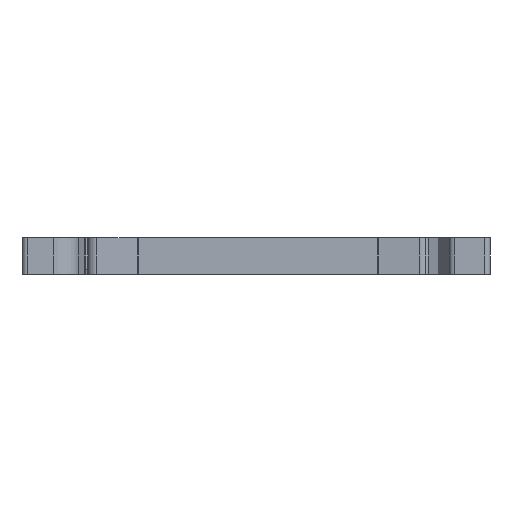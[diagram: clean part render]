
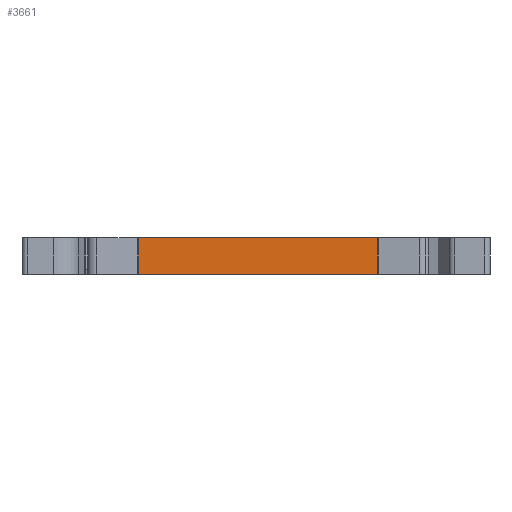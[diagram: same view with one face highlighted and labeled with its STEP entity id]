
A CAD part, front view. The second image highlights one B-rep face of the part: STEP entity #3661.
In plain terms, the highlighted planar face has unit normal (0, -1, 0).
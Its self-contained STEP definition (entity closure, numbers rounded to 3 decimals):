
#669=DIRECTION('',(0.,0.,1.));
#670=VECTOR('',#669,3.5);
#671=CARTESIAN_POINT('',(11.72,0.3,-2.1));
#672=LINE('',#671,#670);
#673=DIRECTION('',(1.,0.,0.));
#674=VECTOR('',#673,23.04);
#675=CARTESIAN_POINT('',(-11.32,0.3,1.4));
#676=LINE('',#675,#674);
#677=DIRECTION('',(-1.,0.,0.));
#678=VECTOR('',#677,23.04);
#679=CARTESIAN_POINT('',(11.72,0.3,-2.1));
#680=LINE('',#679,#678);
#681=DIRECTION('',(0.,0.,-1.));
#682=VECTOR('',#681,3.5);
#683=CARTESIAN_POINT('',(-11.32,0.3,1.4));
#684=LINE('',#683,#682);
#2524=CARTESIAN_POINT('',(-11.32,0.3,-2.1));
#2525=VERTEX_POINT('',#2524);
#2526=CARTESIAN_POINT('',(11.72,0.3,-2.1));
#2527=VERTEX_POINT('',#2526);
#2640=CARTESIAN_POINT('',(11.72,0.3,1.4));
#2641=VERTEX_POINT('',#2640);
#2642=CARTESIAN_POINT('',(-11.32,0.3,1.4));
#2643=VERTEX_POINT('',#2642);
#3649=CARTESIAN_POINT('',(11.72,0.3,1.4));
#3650=DIRECTION('',(0.,1.,0.));
#3651=DIRECTION('',(-1.,0.,0.));
#3652=AXIS2_PLACEMENT_3D('',#3649,#3650,#3651);
#3653=PLANE('',#3652);
#3654=ORIENTED_EDGE('',*,*,#3437,.T.);
#3655=ORIENTED_EDGE('',*,*,#3644,.F.);
#3656=ORIENTED_EDGE('',*,*,#3348,.T.);
#3658=ORIENTED_EDGE('',*,*,#3657,.F.);
#3659=EDGE_LOOP('',(#3654,#3655,#3656,#3658));
#3660=FACE_OUTER_BOUND('',#3659,.F.);
#3661=ADVANCED_FACE('',(#3660),#3653,.F.);
#3348=EDGE_CURVE('',#2527,#2525,#680,.T.);
#3437=EDGE_CURVE('',#2643,#2641,#676,.T.);
#3644=EDGE_CURVE('',#2527,#2641,#672,.T.);
#3657=EDGE_CURVE('',#2643,#2525,#684,.T.);
